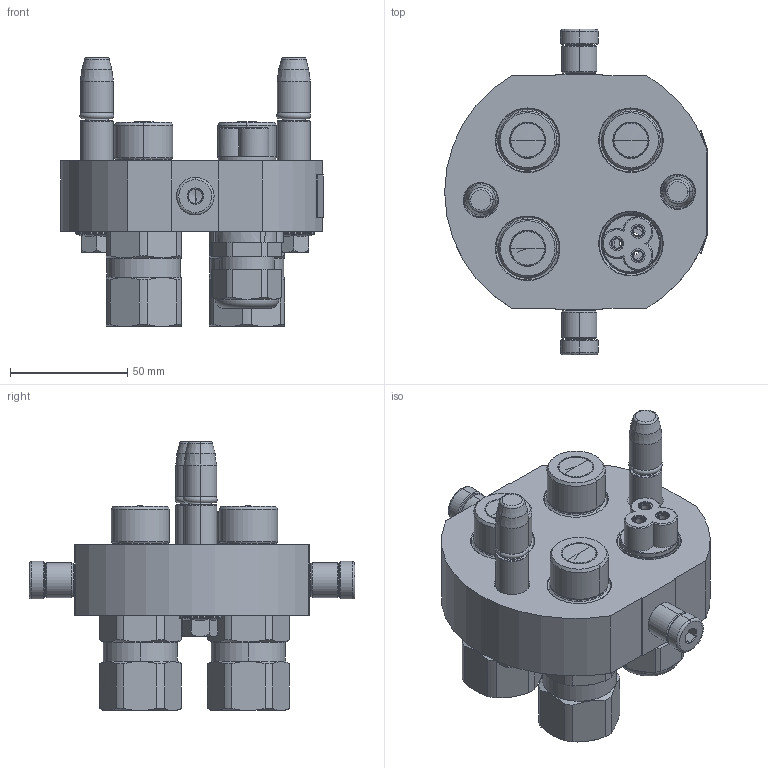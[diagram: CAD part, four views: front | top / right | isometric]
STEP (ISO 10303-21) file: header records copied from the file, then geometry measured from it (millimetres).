
FILE_DESCRIPTION (( 'STEP AP214' ), '1' );
FILE_NAME ('FASTER.step', '2024-01-17T15:21:28', ( '' ), ( '' ), 'SwSTEP 2.0', 'SolidWorks 2017', '' );
FILE_SCHEMA (( 'AUTOMOTIVE_DESIGN' ));
Length unit declared in the file: millimetre
Products named in the file (13): corpospel08-3m; P508_M_BASE; 4830_028_1000_011; 4830_013_3000_030; et002_piegata; 4830_044_0000_000; conn_3p_m; 1540_080_0008_000; 4830_010_0000_022; 2ffnp12-18g_m; FASTER; 4830_021_0000_000; or2_62x9_19_m
Assembly tree (21 placements, depth 3):
  FASTER
    P508_M_BASE
      4830_010_0000_022
      4830_013_3000_030  x2
      4830_028_1000_011  x2
      4830_021_0000_000  x2
      1540_080_0008_000  x2
      or2_62x9_19_m  x2
    2ffnp12-18g_m  x3
    conn_3p_m
      4830_044_0000_000  x3
      corpospel08-3m
    et002_piegata
Bounding box: 111.8 x 138.6 x 114.5 mm (x, y, z)
Volume: 112276.9 mm3; surface area: 140894.4 mm2
Topology: 14 solids, 44 shells, 1836 faces, 4428 edges, 2733 vertices
Faces by surface type: plane 759, cylinder 451, cone 426, torus 179, bspline 15, sphere 6
Entity records: 44162 total; most frequent: CARTESIAN_POINT 10631, DIRECTION 5903, ORIENTED_EDGE 5889, EDGE_CURVE 3000, AXIS2_PLACEMENT_3D 2019, VERTEX_POINT 1905, LINE 1865, VECTOR 1865
